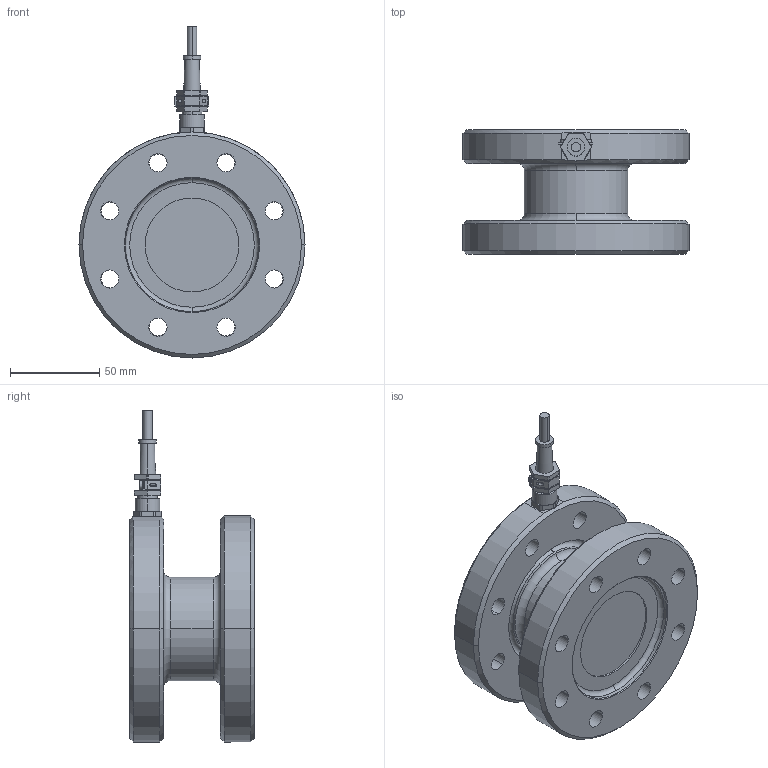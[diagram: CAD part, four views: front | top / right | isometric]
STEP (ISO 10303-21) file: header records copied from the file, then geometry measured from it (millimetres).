
FILE_DESCRIPTION(('STEP AP214'),'1');
FILE_NAME('TRX 200Nm to 2kNm.stp','2018-05-04T07:58:21',(' '),(' '),'Spatial InterOp 3D',' ',' ');
FILE_SCHEMA(('automotive_design'));
Length unit declared in the file: metre
Products named in the file (1): Body
Bounding box: 127 x 70 x 186.5 mm (x, y, z)
Volume: 488778.1 mm3; surface area: 79024.4 mm2
Topology: 1 solids, 1 shells, 225 faces, 618 edges, 405 vertices
Faces by surface type: cylinder 108, plane 73, torus 22, cone 22
Entity records: 9294 total; most frequent: DIRECTION 1392, CARTESIAN_POINT 1364, ORIENTED_EDGE 1236, EDGE_CURVE 618, AXIS2_PLACEMENT_3D 565, VERTEX_POINT 405, CIRCLE 334, EDGE_LOOP 279
